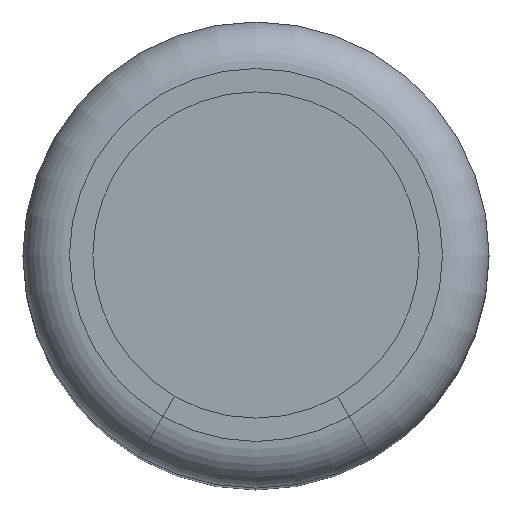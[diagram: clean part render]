
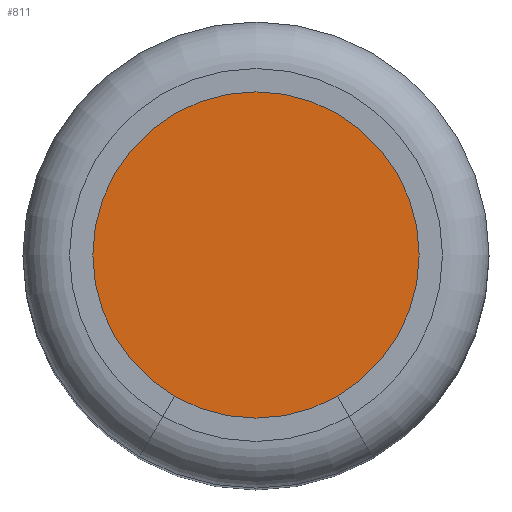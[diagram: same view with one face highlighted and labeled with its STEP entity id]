
A CAD part, top view. The second image highlights one B-rep face of the part: STEP entity #811.
In plain terms, the highlighted planar face has unit normal (0, 0, 1).
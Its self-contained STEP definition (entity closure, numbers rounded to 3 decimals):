
#800 = CYLINDRICAL_SURFACE('',#801,1.4);
#801 = AXIS2_PLACEMENT_3D('',#802,#803,#804);
#802 = CARTESIAN_POINT('',(0.,0.,10.));
#803 = DIRECTION('',(0.,0.,-1.));
#804 = DIRECTION('',(0.,1.,0.));
#811 = ADVANCED_FACE('',(#812),#825,.F.);
#812 = FACE_BOUND('',#813,.T.);
#813 = EDGE_LOOP('',(#814));
#814 = ORIENTED_EDGE('',*,*,#815,.F.);
#815 = EDGE_CURVE('',#816,#816,#818,.T.);
#816 = VERTEX_POINT('',#817);
#817 = CARTESIAN_POINT('',(0.,1.4,10.));
#818 = SURFACE_CURVE('',#819,(#824,#836),.PCURVE_S1.);
#819 = CIRCLE('',#820,1.4);
#820 = AXIS2_PLACEMENT_3D('',#821,#822,#823);
#821 = CARTESIAN_POINT('',(0.,0.,10.));
#822 = DIRECTION('',(0.,0.,-1.));
#823 = DIRECTION('',(0.,1.,0.));
#824 = PCURVE('',#825,#830);
#825 = PLANE('',#826);
#826 = AXIS2_PLACEMENT_3D('',#827,#828,#829);
#827 = CARTESIAN_POINT('',(0.,0.,10.));
#828 = DIRECTION('',(0.,0.,-1.));
#829 = DIRECTION('',(0.,1.,0.));
#830 = DEFINITIONAL_REPRESENTATION('',(#831),#835);
#831 = CIRCLE('',#832,1.4);
#832 = AXIS2_PLACEMENT_2D('',#833,#834);
#833 = CARTESIAN_POINT('',(0.,0.));
#834 = DIRECTION('',(1.,0.));
#835 = ( GEOMETRIC_REPRESENTATION_CONTEXT(2) 
PARAMETRIC_REPRESENTATION_CONTEXT() REPRESENTATION_CONTEXT('2D SPACE',''
  ) );
#836 = PCURVE('',#800,#837);
#837 = DEFINITIONAL_REPRESENTATION('',(#838),#842);
#838 = LINE('',#839,#840);
#839 = CARTESIAN_POINT('',(0.,0.));
#840 = VECTOR('',#841,1.);
#841 = DIRECTION('',(1.,0.));
#842 = ( GEOMETRIC_REPRESENTATION_CONTEXT(2) 
PARAMETRIC_REPRESENTATION_CONTEXT() REPRESENTATION_CONTEXT('2D SPACE',''
  ) );
